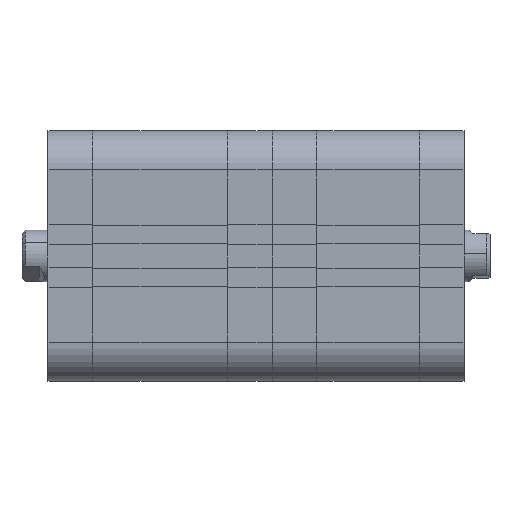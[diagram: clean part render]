
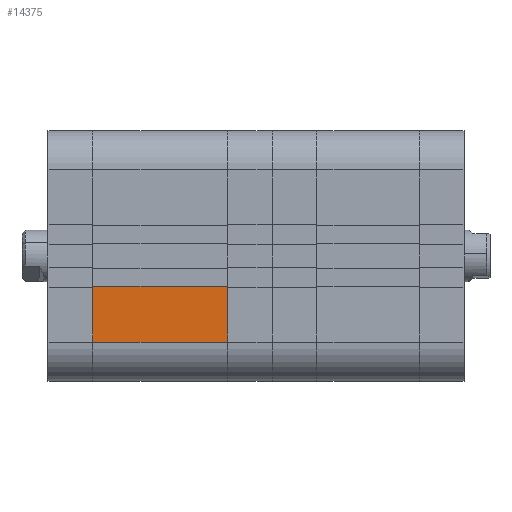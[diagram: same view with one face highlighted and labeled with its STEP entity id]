
A CAD part, front view. The second image highlights one B-rep face of the part: STEP entity #14375.
In plain terms, the highlighted planar face has unit normal (0, -1, 0).
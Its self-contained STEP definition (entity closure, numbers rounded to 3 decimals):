
#3 = VERTEX_POINT ( 'NONE', #27065 ) ;
#1300 = LINE ( 'NONE', #35528, #12477 ) ;
#2103 = CARTESIAN_POINT ( 'NONE',  ( 41.5, -38.5, -26.5 ) ) ;
#2945 = FACE_OUTER_BOUND ( 'NONE', #11066, .T. ) ;
#4141 = VECTOR ( 'NONE', #34904, 1000. ) ;
#5056 = VECTOR ( 'NONE', #30931, 1000. ) ;
#5409 = EDGE_CURVE ( 'NONE', #38109, #3, #39233, .T. ) ;
#5753 = ORIENTED_EDGE ( 'NONE', *, *, #10898, .T. ) ;
#6638 = LINE ( 'NONE', #33689, #25346 ) ;
#8163 = EDGE_CURVE ( 'NONE', #30546, #33268, #22112, .T. ) ;
#8624 = ORIENTED_EDGE ( 'NONE', *, *, #36414, .F. ) ;
#9134 = PLANE ( 'NONE',  #17503 ) ;
#10898 = EDGE_CURVE ( 'NONE', #33268, #38109, #6638, .T. ) ;
#11066 = EDGE_LOOP ( 'NONE', ( #36628, #5753, #38701, #8624 ) ) ;
#12477 = VECTOR ( 'NONE', #32206, 1000. ) ;
#14375 = ADVANCED_FACE ( 'NONE', ( #2945 ), #9134, .F. ) ;
#17503 = AXIS2_PLACEMENT_3D ( 'NONE', #17971, #25181, #40079 ) ;
#17971 = CARTESIAN_POINT ( 'NONE',  ( 41.5, -38.5, -38.5 ) ) ;
#18582 = CARTESIAN_POINT ( 'NONE',  ( 41.501, -38.5, -9.3 ) ) ;
#18678 = CARTESIAN_POINT ( 'NONE',  ( 41.5, -38.5, -9.3 ) ) ;
#22112 = LINE ( 'NONE', #18582, #4141 ) ;
#24908 = CARTESIAN_POINT ( 'NONE',  ( 0., -38.5, -9.3 ) ) ;
#25181 = DIRECTION ( 'NONE',  ( 0., 1., 0. ) ) ;
#25346 = VECTOR ( 'NONE', #27492, 1000. ) ;
#27065 = CARTESIAN_POINT ( 'NONE',  ( 41.5, -38.5, -26.5 ) ) ;
#27492 = DIRECTION ( 'NONE',  ( 0., 0., -1. ) ) ;
#29621 = CARTESIAN_POINT ( 'NONE',  ( 0., -38.5, -26.5 ) ) ;
#30546 = VERTEX_POINT ( 'NONE', #18678 ) ;
#30931 = DIRECTION ( 'NONE',  ( 1., 0., 0. ) ) ;
#32206 = DIRECTION ( 'NONE',  ( 0., 0., -1. ) ) ;
#33268 = VERTEX_POINT ( 'NONE', #24908 ) ;
#33689 = CARTESIAN_POINT ( 'NONE',  ( 0., -38.5, -38.5 ) ) ;
#34904 = DIRECTION ( 'NONE',  ( -1., 0., 0. ) ) ;
#35528 = CARTESIAN_POINT ( 'NONE',  ( 41.5, -38.5, -38.5 ) ) ;
#36414 = EDGE_CURVE ( 'NONE', #30546, #3, #1300, .T. ) ;
#36628 = ORIENTED_EDGE ( 'NONE', *, *, #8163, .T. ) ;
#38109 = VERTEX_POINT ( 'NONE', #29621 ) ;
#38701 = ORIENTED_EDGE ( 'NONE', *, *, #5409, .T. ) ;
#39233 = LINE ( 'NONE', #2103, #5056 ) ;
#40079 = DIRECTION ( 'NONE',  ( 0., 0., 1. ) ) ;
